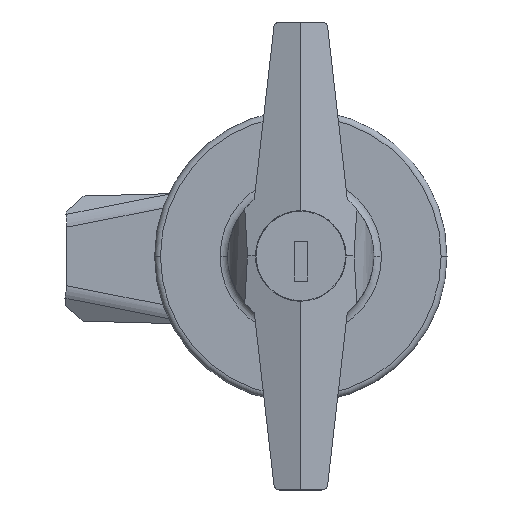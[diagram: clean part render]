
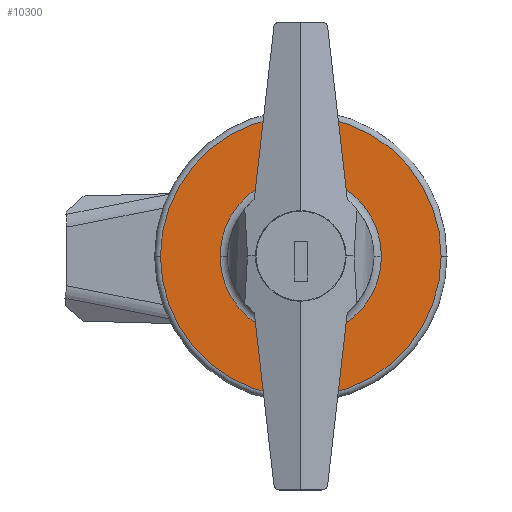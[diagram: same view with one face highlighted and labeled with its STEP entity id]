
A CAD part, top view. The second image highlights one B-rep face of the part: STEP entity #10300.
In plain terms, the highlighted planar face has unit normal (0, 0, 1).
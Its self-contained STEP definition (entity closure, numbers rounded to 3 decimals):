
#127 = ORIENTED_EDGE ( 'NONE', *, *, #10040, .T. ) ;
#188 = DIRECTION ( 'NONE',  ( -1., 0., 0. ) ) ;
#924 = CARTESIAN_POINT ( 'NONE',  ( -13.8, 0., -16. ) ) ;
#982 = ORIENTED_EDGE ( 'NONE', *, *, #5629, .T. ) ;
#1010 = VERTEX_POINT ( 'NONE', #10001 ) ;
#1250 = DIRECTION ( 'NONE',  ( -1., 0., 0. ) ) ;
#1338 = CARTESIAN_POINT ( 'NONE',  ( 0., 25., -16. ) ) ;
#1346 = EDGE_LOOP ( 'NONE', ( #3832, #982 ) ) ;
#1406 = DIRECTION ( 'NONE',  ( -1., 0., 0. ) ) ;
#1623 = CARTESIAN_POINT ( 'NONE',  ( 0., 0., -16. ) ) ;
#3155 = EDGE_CURVE ( 'NONE', #6976, #1010, #5107, .T. ) ;
#3352 = CIRCLE ( 'NONE', #5412, 24. ) ;
#3428 = VERTEX_POINT ( 'NONE', #924 ) ;
#3832 = ORIENTED_EDGE ( 'NONE', *, *, #5255, .T. ) ;
#4026 = CIRCLE ( 'NONE', #10380, 13.8 ) ;
#4288 = CARTESIAN_POINT ( 'NONE',  ( 0., 0., -16. ) ) ;
#4602 = CARTESIAN_POINT ( 'NONE',  ( 24., 0., -16. ) ) ;
#4677 = DIRECTION ( 'NONE',  ( -1., 0., 0. ) ) ;
#4905 = DIRECTION ( 'NONE',  ( 0., 0., 1. ) ) ;
#5107 = CIRCLE ( 'NONE', #5278, 24. ) ;
#5203 = CARTESIAN_POINT ( 'NONE',  ( 13.8, 0., -16. ) ) ;
#5255 = EDGE_CURVE ( 'NONE', #3428, #7953, #4026, .T. ) ;
#5278 = AXIS2_PLACEMENT_3D ( 'NONE', #4288, #10053, #188 ) ;
#5375 = EDGE_LOOP ( 'NONE', ( #127, #9381 ) ) ;
#5412 = AXIS2_PLACEMENT_3D ( 'NONE', #1623, #4905, #9852 ) ;
#5527 = FACE_OUTER_BOUND ( 'NONE', #5375, .T. ) ;
#5629 = EDGE_CURVE ( 'NONE', #7953, #3428, #7543, .T. ) ;
#6346 = CARTESIAN_POINT ( 'NONE',  ( 0., 0., -16. ) ) ;
#6837 = DIRECTION ( 'NONE',  ( 0., 0., -1. ) ) ;
#6959 = AXIS2_PLACEMENT_3D ( 'NONE', #1338, #8823, #4677 ) ;
#6976 = VERTEX_POINT ( 'NONE', #4602 ) ;
#7543 = CIRCLE ( 'NONE', #9960, 13.8 ) ;
#7953 = VERTEX_POINT ( 'NONE', #5203 ) ;
#8717 = PLANE ( 'NONE',  #6959 ) ;
#8788 = DIRECTION ( 'NONE',  ( 0., 0., -1. ) ) ;
#8823 = DIRECTION ( 'NONE',  ( 0., 0., -1. ) ) ;
#9381 = ORIENTED_EDGE ( 'NONE', *, *, #3155, .T. ) ;
#9565 = FACE_BOUND ( 'NONE', #1346, .T. ) ;
#9852 = DIRECTION ( 'NONE',  ( -1., 0., 0. ) ) ;
#9960 = AXIS2_PLACEMENT_3D ( 'NONE', #6346, #8788, #1406 ) ;
#10001 = CARTESIAN_POINT ( 'NONE',  ( -24., 0., -16. ) ) ;
#10040 = EDGE_CURVE ( 'NONE', #1010, #6976, #3352, .T. ) ;
#10053 = DIRECTION ( 'NONE',  ( 0., 0., 1. ) ) ;
#10242 = CARTESIAN_POINT ( 'NONE',  ( 0., 0., -16. ) ) ;
#10300 = ADVANCED_FACE ( 'NONE', ( #5527, #9565 ), #8717, .F. ) ;
#10380 = AXIS2_PLACEMENT_3D ( 'NONE', #10242, #6837, #1250 ) ;
